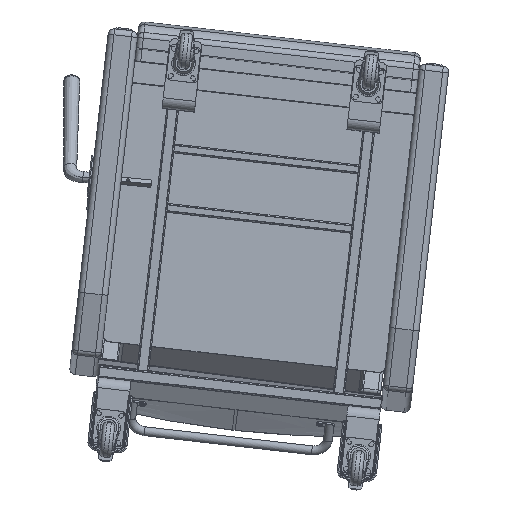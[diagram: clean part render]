
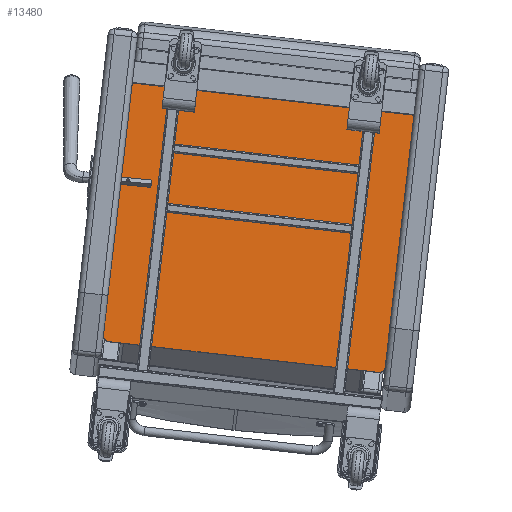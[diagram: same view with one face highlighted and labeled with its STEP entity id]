
A CAD part, front view. The second image highlights one B-rep face of the part: STEP entity #13480.
In plain terms, the highlighted face is planar.
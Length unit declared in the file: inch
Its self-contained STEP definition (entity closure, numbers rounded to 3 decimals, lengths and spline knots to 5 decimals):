
#527=PLANE('',#14817);
#1586=LINE('',#33608,#2520);
#1603=LINE('',#33719,#2537);
#1604=LINE('',#33721,#2538);
#1605=LINE('',#33722,#2539);
#2520=VECTOR('',#17203,0.3937);
#2537=VECTOR('',#17298,0.3937);
#2538=VECTOR('',#17299,0.3937);
#2539=VECTOR('',#17300,0.3937);
#3515=FACE_OUTER_BOUND('',#4388,.T.);
#4388=EDGE_LOOP('',(#10332,#10333,#10334,#10335,#10336,#10337));
#5495=CIRCLE('',#14753,0.5);
#5520=CIRCLE('',#14798,0.5);
#6276=VERTEX_POINT('',#33556);
#6277=VERTEX_POINT('',#33558);
#6293=VERTEX_POINT('',#33606);
#6306=VERTEX_POINT('',#33688);
#6313=VERTEX_POINT('',#33718);
#6314=VERTEX_POINT('',#33720);
#7747=EDGE_CURVE('',#6276,#6277,#5495,.T.);
#7772=EDGE_CURVE('',#6276,#6293,#1586,.T.);
#7796=EDGE_CURVE('',#6306,#6293,#5520,.T.);
#7810=EDGE_CURVE('',#6313,#6306,#1603,.T.);
#7811=EDGE_CURVE('',#6314,#6313,#1604,.T.);
#7812=EDGE_CURVE('',#6314,#6277,#1605,.T.);
#10332=ORIENTED_EDGE('',*,*,#7747,.F.);
#10333=ORIENTED_EDGE('',*,*,#7772,.T.);
#10334=ORIENTED_EDGE('',*,*,#7796,.F.);
#10335=ORIENTED_EDGE('',*,*,#7810,.F.);
#10336=ORIENTED_EDGE('',*,*,#7811,.F.);
#10337=ORIENTED_EDGE('',*,*,#7812,.T.);
#13480=ADVANCED_FACE('',(#3515),#527,.T.);
#14753=AXIS2_PLACEMENT_3D('',#33559,#17144,#17145);
#14798=AXIS2_PLACEMENT_3D('',#33690,#17256,#17257);
#14817=AXIS2_PLACEMENT_3D('',#33717,#17296,#17297);
#17144=DIRECTION('center_axis',(0.,1.,0.));
#17145=DIRECTION('ref_axis',(-0.707,0.,-0.707));
#17203=DIRECTION('',(1.,0.,0.));
#17256=DIRECTION('center_axis',(0.,1.,0.));
#17257=DIRECTION('ref_axis',(0.707,0.,-0.707));
#17296=DIRECTION('center_axis',(0.,-1.,0.));
#17297=DIRECTION('ref_axis',(0.,0.,-1.));
#17298=DIRECTION('',(0.,0.,-1.));
#17299=DIRECTION('',(1.,0.,0.));
#17300=DIRECTION('',(0.,0.,-1.));
#33556=CARTESIAN_POINT('',(0.5,0.,0.));
#33558=CARTESIAN_POINT('',(0.,0.,0.5));
#33559=CARTESIAN_POINT('Origin',(0.5,0.,0.5));
#33606=CARTESIAN_POINT('',(23.5,0.,0.));
#33608=CARTESIAN_POINT('',(0.,0.,0.));
#33688=CARTESIAN_POINT('',(24.,0.,0.5));
#33690=CARTESIAN_POINT('Origin',(23.5,0.,0.5));
#33717=CARTESIAN_POINT('Origin',(0.,0.,22.));
#33718=CARTESIAN_POINT('',(24.,0.,22.));
#33719=CARTESIAN_POINT('',(24.,0.,22.));
#33720=CARTESIAN_POINT('',(0.,0.,22.));
#33721=CARTESIAN_POINT('',(0.,0.,22.));
#33722=CARTESIAN_POINT('',(0.,0.,22.));
